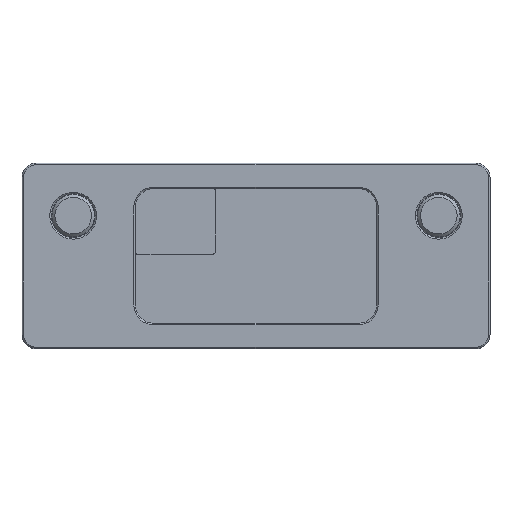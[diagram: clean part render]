
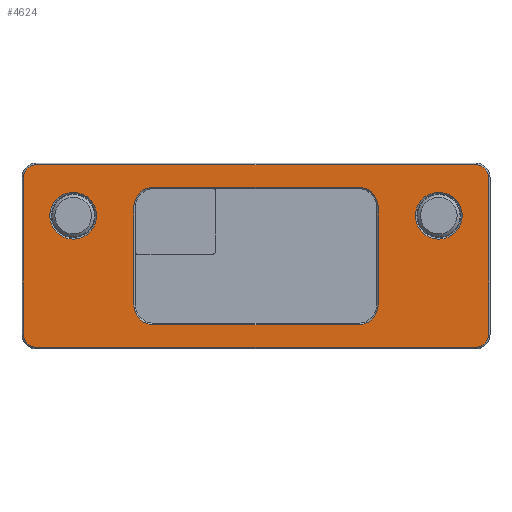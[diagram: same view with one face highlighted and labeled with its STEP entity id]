
A CAD part, top view. The second image highlights one B-rep face of the part: STEP entity #4624.
In plain terms, the highlighted planar face has unit normal (0, 0, 1).
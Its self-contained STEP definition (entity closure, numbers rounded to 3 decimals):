
#91=FACE_BOUND('',#741,.T.);
#92=FACE_BOUND('',#742,.T.);
#93=FACE_BOUND('',#743,.T.);
#167=PLANE('',#5018);
#447=FACE_OUTER_BOUND('',#740,.T.);
#740=EDGE_LOOP('',(#3647,#3648,#3649,#3650,#3651,#3652,#3653,#3654));
#741=EDGE_LOOP('',(#3655));
#742=EDGE_LOOP('',(#3656,#3657,#3658,#3659,#3660,#3661,#3662,#3663));
#743=EDGE_LOOP('',(#3664));
#1099=LINE('',#8050,#1520);
#1100=LINE('',#8054,#1521);
#1101=LINE('',#8058,#1522);
#1102=LINE('',#8062,#1523);
#1103=LINE('',#8068,#1524);
#1104=LINE('',#8072,#1525);
#1105=LINE('',#8076,#1526);
#1106=LINE('',#8080,#1527);
#1520=VECTOR('',#5916,10.);
#1521=VECTOR('',#5919,10.);
#1522=VECTOR('',#5922,10.);
#1523=VECTOR('',#5925,10.);
#1524=VECTOR('',#5930,10.);
#1525=VECTOR('',#5933,10.);
#1526=VECTOR('',#5936,10.);
#1527=VECTOR('',#5939,10.);
#1851=CIRCLE('',#5017,3.2);
#1852=CIRCLE('',#5019,1.8);
#1853=CIRCLE('',#5020,1.8);
#1854=CIRCLE('',#5021,1.8);
#1855=CIRCLE('',#5022,1.8);
#1856=CIRCLE('',#5023,3.2);
#1857=CIRCLE('',#5024,2.7);
#1858=CIRCLE('',#5025,2.7);
#1859=CIRCLE('',#5026,2.7);
#1860=CIRCLE('',#5027,2.7);
#2157=VERTEX_POINT('',#8044);
#2158=VERTEX_POINT('',#8048);
#2159=VERTEX_POINT('',#8049);
#2160=VERTEX_POINT('',#8051);
#2161=VERTEX_POINT('',#8053);
#2162=VERTEX_POINT('',#8055);
#2163=VERTEX_POINT('',#8057);
#2164=VERTEX_POINT('',#8059);
#2165=VERTEX_POINT('',#8061);
#2166=VERTEX_POINT('',#8064);
#2167=VERTEX_POINT('',#8066);
#2168=VERTEX_POINT('',#8067);
#2169=VERTEX_POINT('',#8069);
#2170=VERTEX_POINT('',#8071);
#2171=VERTEX_POINT('',#8073);
#2172=VERTEX_POINT('',#8075);
#2173=VERTEX_POINT('',#8077);
#2174=VERTEX_POINT('',#8079);
#2689=EDGE_CURVE('',#2157,#2157,#1851,.T.);
#2691=EDGE_CURVE('',#2158,#2159,#1099,.T.);
#2692=EDGE_CURVE('',#2160,#2158,#1852,.T.);
#2693=EDGE_CURVE('',#2161,#2160,#1100,.T.);
#2694=EDGE_CURVE('',#2162,#2161,#1853,.T.);
#2695=EDGE_CURVE('',#2163,#2162,#1101,.T.);
#2696=EDGE_CURVE('',#2164,#2163,#1854,.T.);
#2697=EDGE_CURVE('',#2165,#2164,#1102,.T.);
#2698=EDGE_CURVE('',#2159,#2165,#1855,.T.);
#2699=EDGE_CURVE('',#2166,#2166,#1856,.T.);
#2700=EDGE_CURVE('',#2167,#2168,#1103,.T.);
#2701=EDGE_CURVE('',#2169,#2167,#1857,.T.);
#2702=EDGE_CURVE('',#2170,#2169,#1104,.T.);
#2703=EDGE_CURVE('',#2171,#2170,#1858,.T.);
#2704=EDGE_CURVE('',#2172,#2171,#1105,.T.);
#2705=EDGE_CURVE('',#2173,#2172,#1859,.T.);
#2706=EDGE_CURVE('',#2174,#2173,#1106,.T.);
#2707=EDGE_CURVE('',#2168,#2174,#1860,.T.);
#3647=ORIENTED_EDGE('',*,*,#2691,.F.);
#3648=ORIENTED_EDGE('',*,*,#2692,.F.);
#3649=ORIENTED_EDGE('',*,*,#2693,.F.);
#3650=ORIENTED_EDGE('',*,*,#2694,.F.);
#3651=ORIENTED_EDGE('',*,*,#2695,.F.);
#3652=ORIENTED_EDGE('',*,*,#2696,.F.);
#3653=ORIENTED_EDGE('',*,*,#2697,.F.);
#3654=ORIENTED_EDGE('',*,*,#2698,.F.);
#3655=ORIENTED_EDGE('',*,*,#2699,.F.);
#3656=ORIENTED_EDGE('',*,*,#2700,.F.);
#3657=ORIENTED_EDGE('',*,*,#2701,.F.);
#3658=ORIENTED_EDGE('',*,*,#2702,.F.);
#3659=ORIENTED_EDGE('',*,*,#2703,.F.);
#3660=ORIENTED_EDGE('',*,*,#2704,.F.);
#3661=ORIENTED_EDGE('',*,*,#2705,.F.);
#3662=ORIENTED_EDGE('',*,*,#2706,.F.);
#3663=ORIENTED_EDGE('',*,*,#2707,.F.);
#3664=ORIENTED_EDGE('',*,*,#2689,.F.);
#4624=ADVANCED_FACE('',(#447,#91,#92,#93),#167,.T.);
#5017=AXIS2_PLACEMENT_3D('',#8045,#5911,#5912);
#5018=AXIS2_PLACEMENT_3D('',#8047,#5914,#5915);
#5019=AXIS2_PLACEMENT_3D('',#8052,#5917,#5918);
#5020=AXIS2_PLACEMENT_3D('',#8056,#5920,#5921);
#5021=AXIS2_PLACEMENT_3D('',#8060,#5923,#5924);
#5022=AXIS2_PLACEMENT_3D('',#8063,#5926,#5927);
#5023=AXIS2_PLACEMENT_3D('',#8065,#5928,#5929);
#5024=AXIS2_PLACEMENT_3D('',#8070,#5931,#5932);
#5025=AXIS2_PLACEMENT_3D('',#8074,#5934,#5935);
#5026=AXIS2_PLACEMENT_3D('',#8078,#5937,#5938);
#5027=AXIS2_PLACEMENT_3D('',#8081,#5940,#5941);
#5911=DIRECTION('center_axis',(0.,0.,1.));
#5912=DIRECTION('ref_axis',(1.,0.,0.));
#5914=DIRECTION('center_axis',(0.,0.,1.));
#5915=DIRECTION('ref_axis',(1.,0.,0.));
#5916=DIRECTION('',(0.,1.,0.));
#5917=DIRECTION('center_axis',(0.,0.,-1.));
#5918=DIRECTION('ref_axis',(-1.,0.,0.));
#5919=DIRECTION('',(-1.,0.,0.));
#5920=DIRECTION('center_axis',(0.,0.,-1.));
#5921=DIRECTION('ref_axis',(0.,-1.,0.));
#5922=DIRECTION('',(0.,-1.,0.));
#5923=DIRECTION('center_axis',(0.,0.,-1.));
#5924=DIRECTION('ref_axis',(1.,0.,0.));
#5925=DIRECTION('',(1.,0.,0.));
#5926=DIRECTION('center_axis',(0.,0.,-1.));
#5927=DIRECTION('ref_axis',(0.,1.,0.));
#5928=DIRECTION('center_axis',(0.,0.,1.));
#5929=DIRECTION('ref_axis',(1.,0.,0.));
#5930=DIRECTION('',(-1.,0.,0.));
#5931=DIRECTION('center_axis',(0.,0.,1.));
#5932=DIRECTION('ref_axis',(1.,0.,0.));
#5933=DIRECTION('',(0.,1.,0.));
#5934=DIRECTION('center_axis',(0.,0.,1.));
#5935=DIRECTION('ref_axis',(0.,-1.,0.));
#5936=DIRECTION('',(1.,0.,0.));
#5937=DIRECTION('center_axis',(0.,0.,1.));
#5938=DIRECTION('ref_axis',(-1.,0.,0.));
#5939=DIRECTION('',(0.,-1.,0.));
#5940=DIRECTION('center_axis',(0.,0.,1.));
#5941=DIRECTION('ref_axis',(0.,1.,0.));
#8044=CARTESIAN_POINT('',(53.8,18.2,1.));
#8045=CARTESIAN_POINT('Origin',(57.,18.2,1.));
#8047=CARTESIAN_POINT('Origin',(32.,12.7,1.));
#8048=CARTESIAN_POINT('',(0.2,2.,1.));
#8049=CARTESIAN_POINT('',(0.2,23.4,1.));
#8050=CARTESIAN_POINT('',(0.2,18.05,1.));
#8051=CARTESIAN_POINT('',(2.,0.2,1.));
#8052=CARTESIAN_POINT('Origin',(2.,2.,1.));
#8053=CARTESIAN_POINT('',(62.,0.2,1.));
#8054=CARTESIAN_POINT('',(17.,0.2,1.));
#8055=CARTESIAN_POINT('',(63.8,2.,1.));
#8056=CARTESIAN_POINT('Origin',(62.,2.,1.));
#8057=CARTESIAN_POINT('',(63.8,23.4,1.));
#8058=CARTESIAN_POINT('',(63.8,7.35,1.));
#8059=CARTESIAN_POINT('',(62.,25.2,1.));
#8060=CARTESIAN_POINT('Origin',(62.,23.4,1.));
#8061=CARTESIAN_POINT('',(2.,25.2,1.));
#8062=CARTESIAN_POINT('',(47.,25.2,1.));
#8063=CARTESIAN_POINT('Origin',(2.,23.4,1.));
#8064=CARTESIAN_POINT('',(3.8,18.2,1.));
#8065=CARTESIAN_POINT('Origin',(7.,18.2,1.));
#8066=CARTESIAN_POINT('',(46.,22.1,1.));
#8067=CARTESIAN_POINT('',(18.,22.1,1.));
#8068=CARTESIAN_POINT('',(25.,22.1,1.));
#8069=CARTESIAN_POINT('',(48.7,19.4,1.));
#8070=CARTESIAN_POINT('Origin',(46.,19.4,1.));
#8071=CARTESIAN_POINT('',(48.7,6.,1.));
#8072=CARTESIAN_POINT('',(48.7,16.05,1.));
#8073=CARTESIAN_POINT('',(46.,3.3,1.));
#8074=CARTESIAN_POINT('Origin',(46.,6.,1.));
#8075=CARTESIAN_POINT('',(18.,3.3,1.));
#8076=CARTESIAN_POINT('',(39.,3.3,1.));
#8077=CARTESIAN_POINT('',(15.3,6.,1.));
#8078=CARTESIAN_POINT('Origin',(18.,6.,1.));
#8079=CARTESIAN_POINT('',(15.3,19.4,1.));
#8080=CARTESIAN_POINT('',(15.3,9.35,1.));
#8081=CARTESIAN_POINT('Origin',(18.,19.4,1.));
